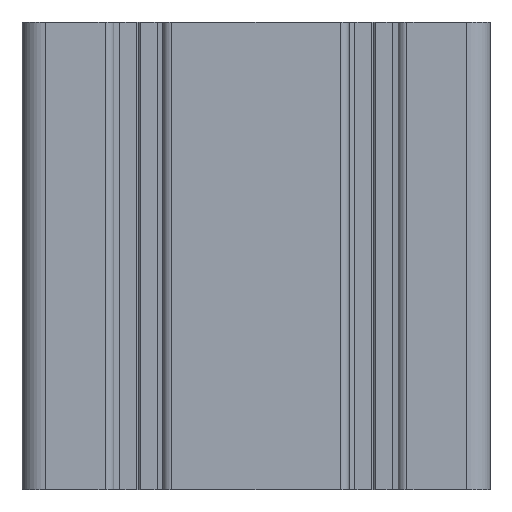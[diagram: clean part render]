
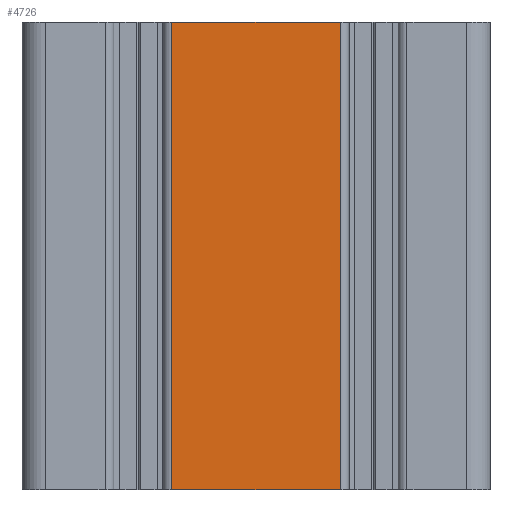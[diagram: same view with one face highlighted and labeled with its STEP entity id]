
A CAD part, front view. The second image highlights one B-rep face of the part: STEP entity #4726.
In plain terms, the highlighted planar face has unit normal (0, -1, 0).
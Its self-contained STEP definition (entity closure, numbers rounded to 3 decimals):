
#289 = CARTESIAN_POINT ( 'NONE',  ( 616.908, 219.539, 80. ) ) ;
#451 = DIRECTION ( 'NONE',  ( 1., 0., 0. ) ) ;
#466 = DIRECTION ( 'NONE',  ( 0., 0., -1. ) ) ;
#1003 = EDGE_CURVE ( 'NONE', #2151, #9544, #3967, .T. ) ;
#1106 = VECTOR ( 'NONE', #466, 1000. ) ;
#1354 = CARTESIAN_POINT ( 'NONE',  ( 616.908, 219.539, 80. ) ) ;
#1445 = EDGE_CURVE ( 'NONE', #5684, #9972, #3151, .T. ) ;
#1472 = ORIENTED_EDGE ( 'NONE', *, *, #4648, .T. ) ;
#1544 = DIRECTION ( 'NONE',  ( 0., 0., 1. ) ) ;
#2067 = DIRECTION ( 'NONE',  ( 0., 0., -1. ) ) ;
#2151 = VERTEX_POINT ( 'NONE', #9699 ) ;
#2244 = ORIENTED_EDGE ( 'NONE', *, *, #1003, .T. ) ;
#2441 = EDGE_LOOP ( 'NONE', ( #2244, #9107, #5689, #1472 ) ) ;
#3151 = LINE ( 'NONE', #289, #9318 ) ;
#3226 = CARTESIAN_POINT ( 'NONE',  ( 631.308, 219.539, 0. ) ) ;
#3966 = CARTESIAN_POINT ( 'NONE',  ( 616.908, 219.539, 80. ) ) ;
#3967 = LINE ( 'NONE', #3226, #7256 ) ;
#4648 = EDGE_CURVE ( 'NONE', #5684, #2151, #8122, .T. ) ;
#4726 = ADVANCED_FACE ( 'NONE', ( #10026 ), #6813, .F. ) ;
#4822 = DIRECTION ( 'NONE',  ( 1., 0., 0. ) ) ;
#5057 = CARTESIAN_POINT ( 'NONE',  ( 631.308, 219.539, 80. ) ) ;
#5309 = VECTOR ( 'NONE', #2067, 1000. ) ;
#5419 = CARTESIAN_POINT ( 'NONE',  ( 645.708, 219.539, 80. ) ) ;
#5684 = VERTEX_POINT ( 'NONE', #1354 ) ;
#5689 = ORIENTED_EDGE ( 'NONE', *, *, #1445, .F. ) ;
#6813 = PLANE ( 'NONE',  #7784 ) ;
#7256 = VECTOR ( 'NONE', #451, 1000. ) ;
#7366 = LINE ( 'NONE', #5419, #5309 ) ;
#7784 = AXIS2_PLACEMENT_3D ( 'NONE', #5057, #11197, #1544 ) ;
#8122 = LINE ( 'NONE', #3966, #1106 ) ;
#8146 = EDGE_CURVE ( 'NONE', #9972, #9544, #7366, .T. ) ;
#8594 = CARTESIAN_POINT ( 'NONE',  ( 645.708, 219.539, 0. ) ) ;
#9107 = ORIENTED_EDGE ( 'NONE', *, *, #8146, .F. ) ;
#9318 = VECTOR ( 'NONE', #4822, 1000. ) ;
#9544 = VERTEX_POINT ( 'NONE', #8594 ) ;
#9699 = CARTESIAN_POINT ( 'NONE',  ( 616.908, 219.539, 0. ) ) ;
#9972 = VERTEX_POINT ( 'NONE', #9990 ) ;
#9990 = CARTESIAN_POINT ( 'NONE',  ( 645.708, 219.539, 80. ) ) ;
#10026 = FACE_OUTER_BOUND ( 'NONE', #2441, .T. ) ;
#11197 = DIRECTION ( 'NONE',  ( 0., 1., 0. ) ) ;
